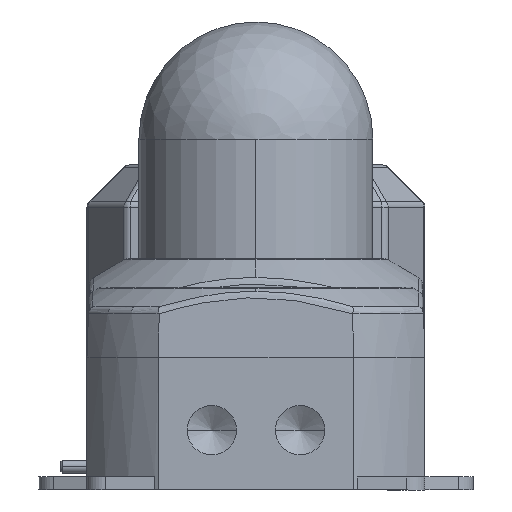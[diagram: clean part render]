
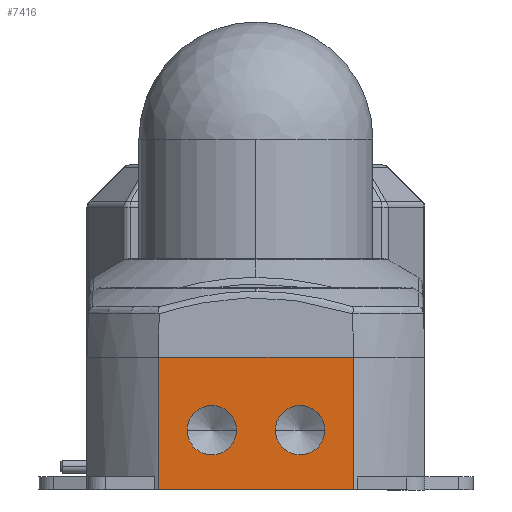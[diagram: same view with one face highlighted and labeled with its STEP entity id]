
A CAD part, front view. The second image highlights one B-rep face of the part: STEP entity #7416.
In plain terms, the highlighted planar face has unit normal (0, -1, 0).
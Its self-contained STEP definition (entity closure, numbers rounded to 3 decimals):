
#109 = FACE_BOUND ( 'NONE', #3200, .T. ) ;
#128 = ORIENTED_EDGE ( 'NONE', *, *, #8346, .F. ) ;
#181 = ORIENTED_EDGE ( 'NONE', *, *, #10370, .F. ) ;
#194 = EDGE_CURVE ( 'NONE', #5829, #8514, #6835, .T. ) ;
#285 = EDGE_CURVE ( 'NONE', #8514, #10567, #10493, .T. ) ;
#525 = AXIS2_PLACEMENT_3D ( 'NONE', #8501, #3589, #6872 ) ;
#530 = EDGE_CURVE ( 'NONE', #5403, #4778, #7567, .T. ) ;
#991 = EDGE_CURVE ( 'NONE', #2593, #2933, #3117, .T. ) ;
#1023 = EDGE_LOOP ( 'NONE', ( #1598, #5799, #9942, #9132 ) ) ;
#1070 = ORIENTED_EDGE ( 'NONE', *, *, #530, .F. ) ;
#1269 = DIRECTION ( 'NONE',  ( 1., 0., 0. ) ) ;
#1476 = CARTESIAN_POINT ( 'NONE',  ( -17., -460.1, -28. ) ) ;
#1598 = ORIENTED_EDGE ( 'NONE', *, *, #3139, .T. ) ;
#1843 = CIRCLE ( 'NONE', #7859, 9.487 ) ;
#1908 = VECTOR ( 'NONE', #2742, 1000. ) ;
#2333 = CIRCLE ( 'NONE', #8345, 9.487 ) ;
#2593 = VERTEX_POINT ( 'NONE', #9623 ) ;
#2604 = DIRECTION ( 'NONE',  ( -1., 0., 0. ) ) ;
#2616 = CARTESIAN_POINT ( 'NONE',  ( 17., -460.1, -28. ) ) ;
#2625 = ORIENTED_EDGE ( 'NONE', *, *, #991, .F. ) ;
#2668 = CARTESIAN_POINT ( 'NONE',  ( -25., -460.1, -51. ) ) ;
#2742 = DIRECTION ( 'NONE',  ( 0., 0., 1. ) ) ;
#2887 = CARTESIAN_POINT ( 'NONE',  ( -17., -460.1, -28. ) ) ;
#2933 = VERTEX_POINT ( 'NONE', #5642 ) ;
#3115 = CARTESIAN_POINT ( 'NONE',  ( 37.417, -460.1, 0. ) ) ;
#3117 = CIRCLE ( 'NONE', #525, 9.487 ) ;
#3139 = EDGE_CURVE ( 'NONE', #5829, #5310, #10039, .T. ) ;
#3200 = EDGE_LOOP ( 'NONE', ( #2625, #181 ) ) ;
#3206 = DIRECTION ( 'NONE',  ( 0., 0., 1. ) ) ;
#3399 = PLANE ( 'NONE',  #4036 ) ;
#3589 = DIRECTION ( 'NONE',  ( 0., -1., 0. ) ) ;
#3715 = CARTESIAN_POINT ( 'NONE',  ( -37.417, -460.1, -51. ) ) ;
#3778 = CARTESIAN_POINT ( 'NONE',  ( 37.417, -460.1, 0. ) ) ;
#4036 = AXIS2_PLACEMENT_3D ( 'NONE', #6685, #9974, #2604 ) ;
#4214 = FACE_OUTER_BOUND ( 'NONE', #1023, .T. ) ;
#4478 = VECTOR ( 'NONE', #6398, 1000. ) ;
#4778 = VERTEX_POINT ( 'NONE', #7506 ) ;
#5188 = VECTOR ( 'NONE', #5944, 1000. ) ;
#5310 = VERTEX_POINT ( 'NONE', #6935 ) ;
#5403 = VERTEX_POINT ( 'NONE', #5443 ) ;
#5443 = CARTESIAN_POINT ( 'NONE',  ( -7.513, -460.1, -28. ) ) ;
#5608 = EDGE_CURVE ( 'NONE', #5310, #10567, #7296, .T. ) ;
#5642 = CARTESIAN_POINT ( 'NONE',  ( 7.513, -460.1, -28. ) ) ;
#5799 = ORIENTED_EDGE ( 'NONE', *, *, #5608, .T. ) ;
#5829 = VERTEX_POINT ( 'NONE', #3715 ) ;
#5889 = DIRECTION ( 'NONE',  ( 0., -1., 0. ) ) ;
#5944 = DIRECTION ( 'NONE',  ( 1., 0., 0. ) ) ;
#6246 = VECTOR ( 'NONE', #3206, 1000. ) ;
#6398 = DIRECTION ( 'NONE',  ( 1., 0., 0. ) ) ;
#6685 = CARTESIAN_POINT ( 'NONE',  ( -25., -460.1, -46. ) ) ;
#6835 = LINE ( 'NONE', #10121, #1908 ) ;
#6872 = DIRECTION ( 'NONE',  ( 1., 0., 0. ) ) ;
#6935 = CARTESIAN_POINT ( 'NONE',  ( 37.417, -460.1, -51. ) ) ;
#7235 = DIRECTION ( 'NONE',  ( 0., -1., 0. ) ) ;
#7296 = LINE ( 'NONE', #10587, #6246 ) ;
#7416 = ADVANCED_FACE ( 'NONE', ( #4214, #7493, #109 ), #3399, .F. ) ;
#7493 = FACE_BOUND ( 'NONE', #7654, .T. ) ;
#7506 = CARTESIAN_POINT ( 'NONE',  ( -26.487, -460.1, -28. ) ) ;
#7567 = CIRCLE ( 'NONE', #9840, 9.487 ) ;
#7654 = EDGE_LOOP ( 'NONE', ( #1070, #128 ) ) ;
#7859 = AXIS2_PLACEMENT_3D ( 'NONE', #2616, #5889, #9178 ) ;
#8345 = AXIS2_PLACEMENT_3D ( 'NONE', #1476, #7235, #10525 ) ;
#8346 = EDGE_CURVE ( 'NONE', #4778, #5403, #2333, .T. ) ;
#8501 = CARTESIAN_POINT ( 'NONE',  ( 17., -460.1, -28. ) ) ;
#8514 = VERTEX_POINT ( 'NONE', #9225 ) ;
#8658 = DIRECTION ( 'NONE',  ( 0., -1., 0. ) ) ;
#9132 = ORIENTED_EDGE ( 'NONE', *, *, #194, .F. ) ;
#9178 = DIRECTION ( 'NONE',  ( 1., 0., 0. ) ) ;
#9225 = CARTESIAN_POINT ( 'NONE',  ( -37.417, -460.1, 0. ) ) ;
#9623 = CARTESIAN_POINT ( 'NONE',  ( 26.487, -460.1, -28. ) ) ;
#9840 = AXIS2_PLACEMENT_3D ( 'NONE', #2887, #8658, #1269 ) ;
#9942 = ORIENTED_EDGE ( 'NONE', *, *, #285, .F. ) ;
#9974 = DIRECTION ( 'NONE',  ( 0., 1., 0. ) ) ;
#10039 = LINE ( 'NONE', #2668, #5188 ) ;
#10121 = CARTESIAN_POINT ( 'NONE',  ( -37.417, -460.1, -51. ) ) ;
#10370 = EDGE_CURVE ( 'NONE', #2933, #2593, #1843, .T. ) ;
#10493 = LINE ( 'NONE', #3115, #4478 ) ;
#10525 = DIRECTION ( 'NONE',  ( 1., 0., 0. ) ) ;
#10567 = VERTEX_POINT ( 'NONE', #3778 ) ;
#10587 = CARTESIAN_POINT ( 'NONE',  ( 37.417, -460.1, -51. ) ) ;
